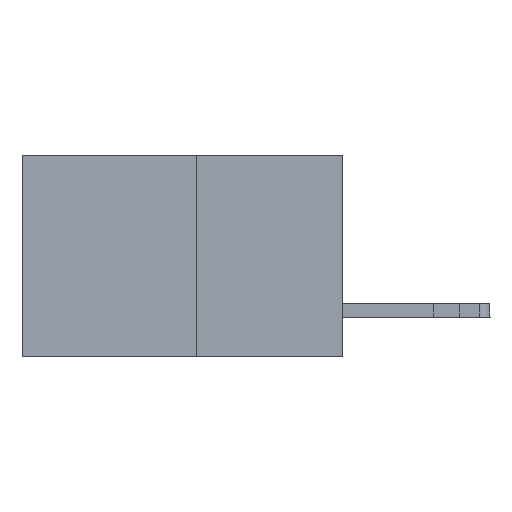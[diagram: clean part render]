
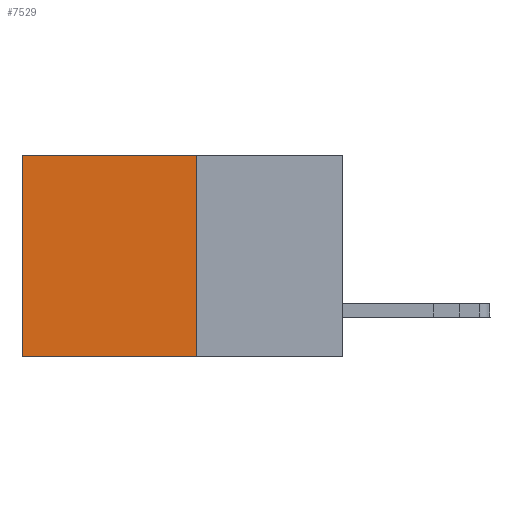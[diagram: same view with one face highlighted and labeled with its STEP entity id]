
A CAD part, left-side view. The second image highlights one B-rep face of the part: STEP entity #7529.
In plain terms, the highlighted planar face has unit normal (-1, 0, 0).
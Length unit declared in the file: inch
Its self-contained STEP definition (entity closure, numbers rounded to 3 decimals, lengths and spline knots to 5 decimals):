
#409 = FACE_OUTER_BOUND ( 'NONE', #19749, .T. ) ;
#537 = DIRECTION ( 'NONE',  ( 0., 0., -1. ) ) ;
#1510 = EDGE_CURVE ( 'NONE', #2154, #23880, #15960, .T. ) ;
#1907 = AXIS2_PLACEMENT_3D ( 'NONE', #17638, #11891, #537 ) ;
#2154 = VERTEX_POINT ( 'NONE', #5013 ) ;
#2279 = CARTESIAN_POINT ( 'NONE',  ( 0.277, 0.59, -0.37 ) ) ;
#2513 = DIRECTION ( 'NONE',  ( 0., 0., -1. ) ) ;
#3282 = CARTESIAN_POINT ( 'NONE',  ( 0.277, 0.27, -0.37 ) ) ;
#3459 = LINE ( 'NONE', #20568, #4413 ) ;
#3589 = VECTOR ( 'NONE', #13926, 39.37008 ) ;
#4259 = PLANE ( 'NONE',  #1907 ) ;
#4413 = VECTOR ( 'NONE', #2513, 39.37008 ) ;
#4462 = ORIENTED_EDGE ( 'NONE', *, *, #18207, .F. ) ;
#5013 = CARTESIAN_POINT ( 'NONE',  ( 0.277, 0.27, 0. ) ) ;
#6092 = VERTEX_POINT ( 'NONE', #3282 ) ;
#6289 = CARTESIAN_POINT ( 'NONE',  ( 0.277, 0.27, -0.37 ) ) ;
#6449 = ORIENTED_EDGE ( 'NONE', *, *, #1510, .T. ) ;
#7529 = ADVANCED_FACE ( 'NONE', ( #409 ), #4259, .F. ) ;
#10321 = ORIENTED_EDGE ( 'NONE', *, *, #20085, .T. ) ;
#10928 = DIRECTION ( 'NONE',  ( 0., 0., -1. ) ) ;
#11187 = VERTEX_POINT ( 'NONE', #2279 ) ;
#11891 = DIRECTION ( 'NONE',  ( 1., 0., 0. ) ) ;
#12095 = DIRECTION ( 'NONE',  ( 0., 1., 0. ) ) ;
#13717 = CARTESIAN_POINT ( 'NONE',  ( 0.277, 0.27, 0. ) ) ;
#13926 = DIRECTION ( 'NONE',  ( 0., 1., 0. ) ) ;
#14716 = VECTOR ( 'NONE', #12095, 39.37008 ) ;
#15809 = LINE ( 'NONE', #6289, #3589 ) ;
#15960 = LINE ( 'NONE', #13717, #14716 ) ;
#17638 = CARTESIAN_POINT ( 'NONE',  ( 0.277, 0.27, -0.37 ) ) ;
#18207 = EDGE_CURVE ( 'NONE', #2154, #6092, #3459, .T. ) ;
#18286 = ORIENTED_EDGE ( 'NONE', *, *, #21318, .F. ) ;
#19749 = EDGE_LOOP ( 'NONE', ( #10321, #18286, #4462, #6449 ) ) ;
#20085 = EDGE_CURVE ( 'NONE', #23880, #11187, #24021, .T. ) ;
#20568 = CARTESIAN_POINT ( 'NONE',  ( 0.277, 0.27, -0.37 ) ) ;
#21318 = EDGE_CURVE ( 'NONE', #6092, #11187, #15809, .T. ) ;
#23880 = VERTEX_POINT ( 'NONE', #23926 ) ;
#23926 = CARTESIAN_POINT ( 'NONE',  ( 0.277, 0.59, 0. ) ) ;
#24021 = LINE ( 'NONE', #24133, #24359 ) ;
#24133 = CARTESIAN_POINT ( 'NONE',  ( 0.277, 0.59, -0.37 ) ) ;
#24359 = VECTOR ( 'NONE', #10928, 39.37008 ) ;
